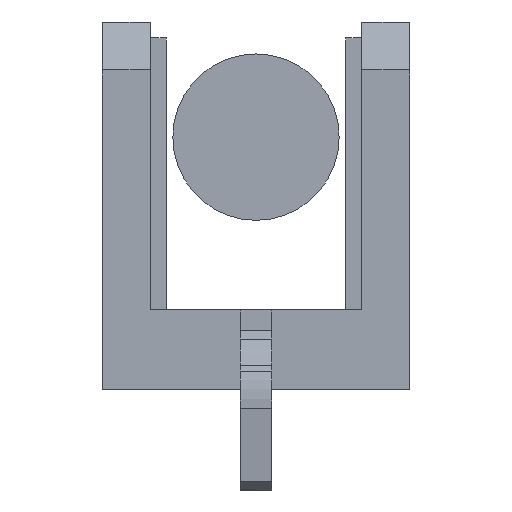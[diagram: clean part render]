
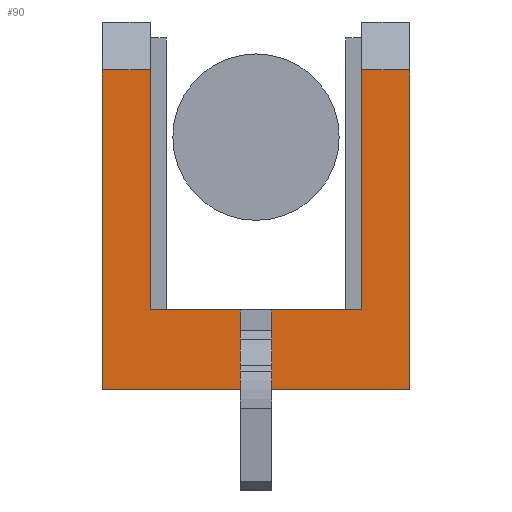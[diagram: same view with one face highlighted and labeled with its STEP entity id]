
A CAD part, left-side view. The second image highlights one B-rep face of the part: STEP entity #90.
In plain terms, the highlighted planar face has unit normal (-1, 0, 0).
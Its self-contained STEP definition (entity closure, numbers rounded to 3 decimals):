
#27 = DIRECTION ( 'NONE',  ( 0., 0., -1. ) ) ;
#90 = ADVANCED_FACE ( 'NONE', ( #1013 ), #938, .T. ) ;
#99 = DIRECTION ( 'NONE',  ( 0., 1., 0. ) ) ;
#135 = ORIENTED_EDGE ( 'NONE', *, *, #1794, .T. ) ;
#158 = VECTOR ( 'NONE', #1041, 1000. ) ;
#211 = LINE ( 'NONE', #1473, #4212 ) ;
#259 = VECTOR ( 'NONE', #2003, 1000. ) ;
#279 = DIRECTION ( 'NONE',  ( -1., 0., 0. ) ) ;
#302 = LINE ( 'NONE', #2120, #626 ) ;
#403 = VECTOR ( 'NONE', #3588, 1000. ) ;
#429 = EDGE_CURVE ( 'NONE', #1878, #1370, #1545, .T. ) ;
#461 = EDGE_CURVE ( 'NONE', #910, #3273, #211, .T. ) ;
#498 = VERTEX_POINT ( 'NONE', #3129 ) ;
#626 = VECTOR ( 'NONE', #3138, 1000. ) ;
#714 = AXIS2_PLACEMENT_3D ( 'NONE', #3295, #279, #929 ) ;
#732 = VERTEX_POINT ( 'NONE', #1846 ) ;
#769 = EDGE_LOOP ( 'NONE', ( #835, #4057, #135, #3700, #2573, #1546, #1481, #2951, #2008, #4271, #3555, #966 ) ) ;
#774 = DIRECTION ( 'NONE',  ( 0., 0., 1. ) ) ;
#795 = VECTOR ( 'NONE', #4022, 1000. ) ;
#835 = ORIENTED_EDGE ( 'NONE', *, *, #2931, .F. ) ;
#910 = VERTEX_POINT ( 'NONE', #2983 ) ;
#929 = DIRECTION ( 'NONE',  ( 0., 0., 1. ) ) ;
#938 = PLANE ( 'NONE',  #714 ) ;
#951 = EDGE_CURVE ( 'NONE', #4162, #2641, #4139, .T. ) ;
#966 = ORIENTED_EDGE ( 'NONE', *, *, #951, .T. ) ;
#1013 = FACE_OUTER_BOUND ( 'NONE', #769, .T. ) ;
#1041 = DIRECTION ( 'NONE',  ( 0., 0., -1. ) ) ;
#1043 = LINE ( 'NONE', #2663, #795 ) ;
#1070 = DIRECTION ( 'NONE',  ( 0., 0., 1. ) ) ;
#1074 = CARTESIAN_POINT ( 'NONE',  ( -11.25, 4.8, 2.5 ) ) ;
#1252 = CARTESIAN_POINT ( 'NONE',  ( -11.25, 4.8, 0. ) ) ;
#1313 = VECTOR ( 'NONE', #27, 1000. ) ;
#1320 = CARTESIAN_POINT ( 'NONE',  ( -11.25, 0.5, 0. ) ) ;
#1358 = CARTESIAN_POINT ( 'NONE',  ( -11.25, -0.5, 2.5 ) ) ;
#1370 = VERTEX_POINT ( 'NONE', #3573 ) ;
#1440 = VECTOR ( 'NONE', #774, 1000. ) ;
#1473 = CARTESIAN_POINT ( 'NONE',  ( -11.25, 4.8, 2.5 ) ) ;
#1481 = ORIENTED_EDGE ( 'NONE', *, *, #3035, .F. ) ;
#1509 = VERTEX_POINT ( 'NONE', #2938 ) ;
#1545 = LINE ( 'NONE', #2302, #259 ) ;
#1546 = ORIENTED_EDGE ( 'NONE', *, *, #3126, .T. ) ;
#1569 = EDGE_CURVE ( 'NONE', #1509, #732, #2529, .T. ) ;
#1794 = EDGE_CURVE ( 'NONE', #498, #910, #3393, .T. ) ;
#1846 = CARTESIAN_POINT ( 'NONE',  ( -11.25, -4.8, 0. ) ) ;
#1870 = LINE ( 'NONE', #1252, #403 ) ;
#1878 = VERTEX_POINT ( 'NONE', #2710 ) ;
#1952 = CARTESIAN_POINT ( 'NONE',  ( -11.25, -0.5, 1.5 ) ) ;
#1983 = CARTESIAN_POINT ( 'NONE',  ( -11.25, -4.8, 0. ) ) ;
#2003 = DIRECTION ( 'NONE',  ( 0., 1., 0. ) ) ;
#2008 = ORIENTED_EDGE ( 'NONE', *, *, #3985, .F. ) ;
#2020 = VECTOR ( 'NONE', #3015, 1000. ) ;
#2090 = CARTESIAN_POINT ( 'NONE',  ( -11.25, -3.3, 2.5 ) ) ;
#2120 = CARTESIAN_POINT ( 'NONE',  ( -11.25, 4.8, 1.5 ) ) ;
#2137 = VECTOR ( 'NONE', #99, 1000. ) ;
#2150 = VECTOR ( 'NONE', #1070, 1000. ) ;
#2160 = DIRECTION ( 'NONE',  ( 0., 1., 0. ) ) ;
#2302 = CARTESIAN_POINT ( 'NONE',  ( -11.25, 4.8, 10. ) ) ;
#2529 = LINE ( 'NONE', #4187, #3321 ) ;
#2573 = ORIENTED_EDGE ( 'NONE', *, *, #4044, .T. ) ;
#2619 = VERTEX_POINT ( 'NONE', #3743 ) ;
#2641 = VERTEX_POINT ( 'NONE', #1358 ) ;
#2663 = CARTESIAN_POINT ( 'NONE',  ( -11.25, 4.8, 10. ) ) ;
#2710 = CARTESIAN_POINT ( 'NONE',  ( -11.25, -4.8, 10. ) ) ;
#2750 = CARTESIAN_POINT ( 'NONE',  ( -11.25, 3.3, 2.5 ) ) ;
#2837 = DIRECTION ( 'NONE',  ( 0., -1., 0. ) ) ;
#2871 = EDGE_CURVE ( 'NONE', #1370, #4162, #4104, .T. ) ;
#2931 = EDGE_CURVE ( 'NONE', #2965, #2641, #3682, .T. ) ;
#2938 = CARTESIAN_POINT ( 'NONE',  ( -11.25, 4.8, 0. ) ) ;
#2951 = ORIENTED_EDGE ( 'NONE', *, *, #1569, .T. ) ;
#2965 = VERTEX_POINT ( 'NONE', #1952 ) ;
#2983 = CARTESIAN_POINT ( 'NONE',  ( -11.25, 0.5, 2.5 ) ) ;
#3015 = DIRECTION ( 'NONE',  ( 0., 0., 1. ) ) ;
#3035 = EDGE_CURVE ( 'NONE', #1509, #2619, #1870, .T. ) ;
#3126 = EDGE_CURVE ( 'NONE', #3553, #2619, #1043, .T. ) ;
#3129 = CARTESIAN_POINT ( 'NONE',  ( -11.25, 0.5, 1.5 ) ) ;
#3138 = DIRECTION ( 'NONE',  ( 0., 1., 0. ) ) ;
#3189 = CARTESIAN_POINT ( 'NONE',  ( -11.25, 3.3, 10. ) ) ;
#3273 = VERTEX_POINT ( 'NONE', #2750 ) ;
#3295 = CARTESIAN_POINT ( 'NONE',  ( -11.25, 4.8, 0. ) ) ;
#3321 = VECTOR ( 'NONE', #2837, 1000. ) ;
#3393 = LINE ( 'NONE', #1320, #2020 ) ;
#3553 = VERTEX_POINT ( 'NONE', #3189 ) ;
#3555 = ORIENTED_EDGE ( 'NONE', *, *, #2871, .T. ) ;
#3573 = CARTESIAN_POINT ( 'NONE',  ( -11.25, -3.3, 10. ) ) ;
#3588 = DIRECTION ( 'NONE',  ( 0., 0., 1. ) ) ;
#3655 = EDGE_CURVE ( 'NONE', #2965, #498, #302, .T. ) ;
#3682 = LINE ( 'NONE', #4095, #1440 ) ;
#3700 = ORIENTED_EDGE ( 'NONE', *, *, #461, .T. ) ;
#3736 = CARTESIAN_POINT ( 'NONE',  ( -11.25, 3.3, 0. ) ) ;
#3743 = CARTESIAN_POINT ( 'NONE',  ( -11.25, 4.8, 10. ) ) ;
#3980 = LINE ( 'NONE', #1983, #1313 ) ;
#3985 = EDGE_CURVE ( 'NONE', #1878, #732, #3980, .T. ) ;
#4022 = DIRECTION ( 'NONE',  ( 0., 1., 0. ) ) ;
#4044 = EDGE_CURVE ( 'NONE', #3273, #3553, #4287, .T. ) ;
#4057 = ORIENTED_EDGE ( 'NONE', *, *, #3655, .T. ) ;
#4095 = CARTESIAN_POINT ( 'NONE',  ( -11.25, -0.5, -3.129 ) ) ;
#4104 = LINE ( 'NONE', #4169, #158 ) ;
#4139 = LINE ( 'NONE', #1074, #2137 ) ;
#4162 = VERTEX_POINT ( 'NONE', #2090 ) ;
#4169 = CARTESIAN_POINT ( 'NONE',  ( -11.25, -3.3, 0. ) ) ;
#4187 = CARTESIAN_POINT ( 'NONE',  ( -11.25, 0., 0. ) ) ;
#4212 = VECTOR ( 'NONE', #2160, 1000. ) ;
#4271 = ORIENTED_EDGE ( 'NONE', *, *, #429, .T. ) ;
#4287 = LINE ( 'NONE', #3736, #2150 ) ;
